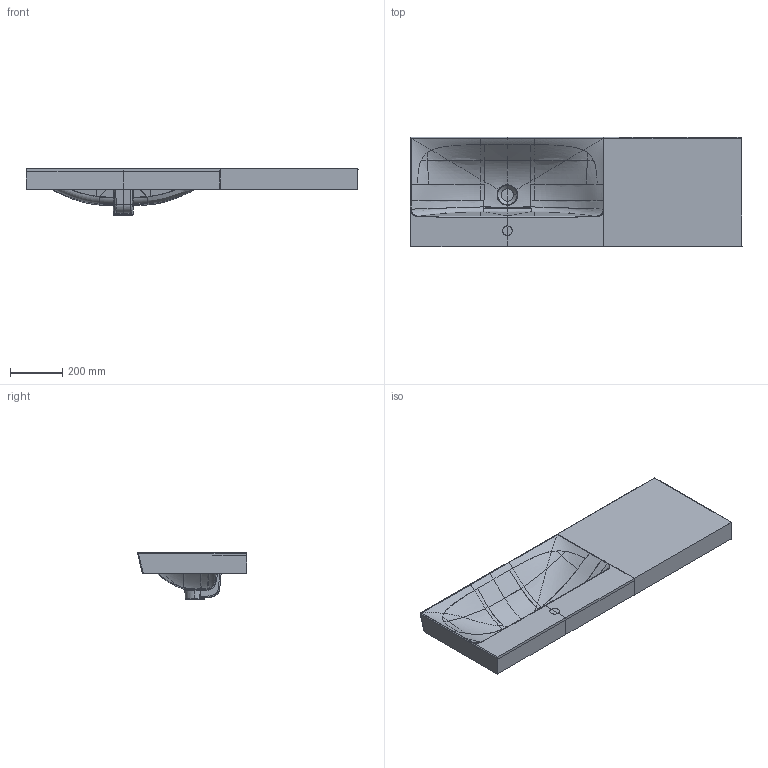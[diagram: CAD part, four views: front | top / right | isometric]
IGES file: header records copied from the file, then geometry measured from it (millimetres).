
Start section: START RECORD GO HERE.
Global section: file name:SET UP 121.igs; native system: Rhinoceros ( Jan 18 2007 ); preprocessor: Trout Lake IGES 012 Jan 18 2007; date: 151001.154419; units: millimetre
Bounding box: 1273 x 418.31 x 178.67 mm (x, y, z)
Surface area: 1412048 mm2 (no closed solid volume)
Topology: 0 solids, 0 shells, 273 faces, 5377 edges, 5357 vertices
Faces by surface type: bspline 273
